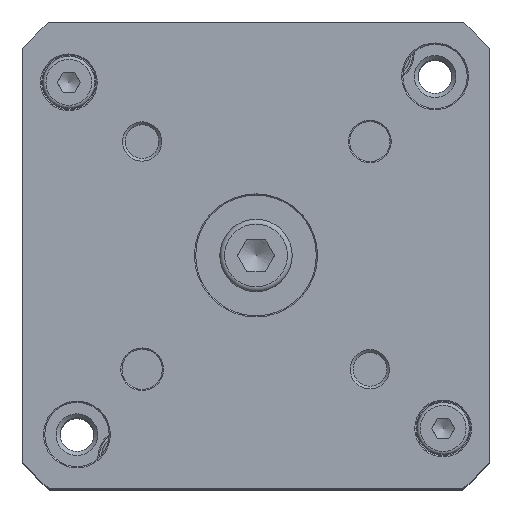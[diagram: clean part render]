
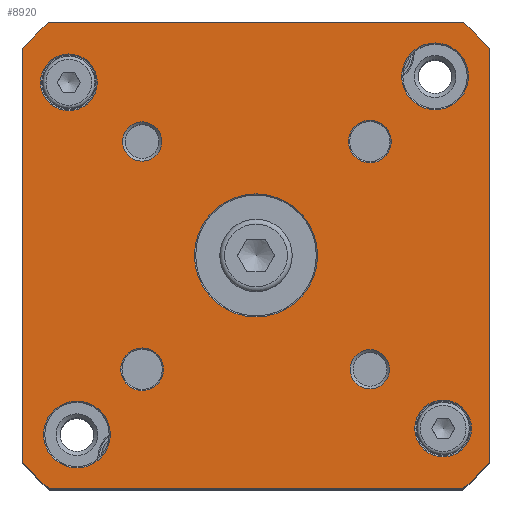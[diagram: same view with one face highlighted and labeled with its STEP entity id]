
A CAD part, top view. The second image highlights one B-rep face of the part: STEP entity #8920.
In plain terms, the highlighted planar face has unit normal (0, 0, 1).
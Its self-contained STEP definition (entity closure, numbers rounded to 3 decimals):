
#8077=CARTESIAN_POINT('',(58.,51.403,140.8));
#8078=VERTEX_POINT('',#8077);
#8085=CARTESIAN_POINT('',(58.,-51.403,140.8));
#8086=VERTEX_POINT('',#8085);
#8087=CARTESIAN_POINT('',(58.,51.403,140.8));
#8088=DIRECTION('',(0.0,-1.0,0.0));
#8089=VECTOR('',#8088,102.806);
#8090=LINE('',#8087,#8089);
#8091=EDGE_CURVE('',#8078,#8086,#8090,.T.);
#8117=CARTESIAN_POINT('',(51.403,-58.,140.8));
#8118=VERTEX_POINT('',#8117);
#8119=CARTESIAN_POINT('',(0.,0.,140.8));
#8120=DIRECTION('',(0.0,0.0,-1.0));
#8121=DIRECTION('',(0.748,-0.663,0.0));
#8122=AXIS2_PLACEMENT_3D('',#8119,#8120,#8121);
#8123=CIRCLE('',#8122,77.5);
#8124=EDGE_CURVE('',#8086,#8118,#8123,.T.);
#8149=CARTESIAN_POINT('',(-51.403,-58.,140.8));
#8150=VERTEX_POINT('',#8149);
#8151=CARTESIAN_POINT('',(51.403,-58.,140.8));
#8152=DIRECTION('',(-1.0,0.0,0.0));
#8153=VECTOR('',#8152,102.806);
#8154=LINE('',#8151,#8153);
#8155=EDGE_CURVE('',#8118,#8150,#8154,.T.);
#8181=CARTESIAN_POINT('',(-58.,-51.403,140.8));
#8182=VERTEX_POINT('',#8181);
#8183=CARTESIAN_POINT('',(0.,0.,140.8));
#8184=DIRECTION('',(0.0,0.0,-1.0));
#8185=DIRECTION('',(-0.663,-0.748,0.0));
#8186=AXIS2_PLACEMENT_3D('',#8183,#8184,#8185);
#8187=CIRCLE('',#8186,77.5);
#8188=EDGE_CURVE('',#8150,#8182,#8187,.T.);
#8213=CARTESIAN_POINT('',(-58.,51.403,140.8));
#8214=VERTEX_POINT('',#8213);
#8215=CARTESIAN_POINT('',(-58.,-51.403,140.8));
#8216=DIRECTION('',(0.0,1.0,0.0));
#8217=VECTOR('',#8216,102.806);
#8218=LINE('',#8215,#8217);
#8219=EDGE_CURVE('',#8182,#8214,#8218,.T.);
#8245=CARTESIAN_POINT('',(-51.403,58.,140.8));
#8246=VERTEX_POINT('',#8245);
#8247=CARTESIAN_POINT('',(0.,0.,140.8));
#8248=DIRECTION('',(0.0,0.0,-1.0));
#8249=DIRECTION('',(-0.748,0.663,0.0));
#8250=AXIS2_PLACEMENT_3D('',#8247,#8248,#8249);
#8251=CIRCLE('',#8250,77.5);
#8252=EDGE_CURVE('',#8214,#8246,#8251,.T.);
#8277=CARTESIAN_POINT('',(51.403,58.,140.8));
#8278=VERTEX_POINT('',#8277);
#8279=CARTESIAN_POINT('',(-51.403,58.,140.8));
#8280=DIRECTION('',(1.0,0.0,0.0));
#8281=VECTOR('',#8280,102.806);
#8282=LINE('',#8279,#8281);
#8283=EDGE_CURVE('',#8246,#8278,#8282,.T.);
#8307=CARTESIAN_POINT('',(0.,0.,140.8));
#8308=DIRECTION('',(0.0,0.0,-1.0));
#8309=DIRECTION('',(0.663,0.748,0.0));
#8310=AXIS2_PLACEMENT_3D('',#8307,#8308,#8309);
#8311=CIRCLE('',#8310,77.5);
#8312=EDGE_CURVE('',#8278,#8078,#8311,.T.);
#8334=CARTESIAN_POINT('',(52.8,44.5,140.8));
#8335=VERTEX_POINT('',#8334);
#8336=CARTESIAN_POINT('',(44.5,44.5,140.8));
#8337=DIRECTION('',(0.0,0.0,1.0));
#8338=DIRECTION('',(-1.0,0.0,0.0));
#8339=AXIS2_PLACEMENT_3D('',#8336,#8337,#8338);
#8340=CIRCLE('',#8339,8.3);
#8341=EDGE_CURVE('',#8335,#8335,#8340,.T.);
#8362=CARTESIAN_POINT('',(-36.2,-44.5,140.8));
#8363=VERTEX_POINT('',#8362);
#8364=CARTESIAN_POINT('',(-44.5,-44.5,140.8));
#8365=DIRECTION('',(0.0,0.0,1.0));
#8366=DIRECTION('',(-1.0,0.0,0.0));
#8367=AXIS2_PLACEMENT_3D('',#8364,#8365,#8366);
#8368=CIRCLE('',#8367,8.3);
#8369=EDGE_CURVE('',#8363,#8363,#8368,.T.);
#8490=CARTESIAN_POINT('',(15.3,0.,140.8));
#8491=VERTEX_POINT('',#8490);
#8492=CARTESIAN_POINT('',(0.,0.,140.8));
#8493=DIRECTION('',(0.0,0.0,1.0));
#8494=DIRECTION('',(-1.0,0.0,0.0));
#8495=AXIS2_PLACEMENT_3D('',#8492,#8493,#8494);
#8496=CIRCLE('',#8495,15.3);
#8497=EDGE_CURVE('',#8491,#8491,#8496,.T.);
#8538=CARTESIAN_POINT('',(-23.412,28.3,140.8));
#8539=VERTEX_POINT('',#8538);
#8540=CARTESIAN_POINT('',(-28.3,28.3,140.8));
#8541=DIRECTION('',(0.0,0.0,1.0));
#8542=DIRECTION('',(-1.0,0.0,0.0));
#8543=AXIS2_PLACEMENT_3D('',#8540,#8541,#8542);
#8544=CIRCLE('',#8543,4.888);
#8545=EDGE_CURVE('',#8539,#8539,#8544,.T.);
#8566=CARTESIAN_POINT('',(33.188,-28.3,140.8));
#8567=VERTEX_POINT('',#8566);
#8568=CARTESIAN_POINT('',(28.3,-28.3,140.8));
#8569=DIRECTION('',(0.0,0.0,1.0));
#8570=DIRECTION('',(-1.0,0.0,0.0));
#8571=AXIS2_PLACEMENT_3D('',#8568,#8569,#8570);
#8572=CIRCLE('',#8571,4.888);
#8573=EDGE_CURVE('',#8567,#8567,#8572,.T.);
#8674=CARTESIAN_POINT('',(33.6,28.3,140.8));
#8675=VERTEX_POINT('',#8674);
#8676=CARTESIAN_POINT('',(28.3,28.3,140.8));
#8677=DIRECTION('',(0.0,0.0,1.0));
#8678=DIRECTION('',(-1.0,0.0,0.0));
#8679=AXIS2_PLACEMENT_3D('',#8676,#8677,#8678);
#8680=CIRCLE('',#8679,5.3);
#8681=EDGE_CURVE('',#8675,#8675,#8680,.T.);
#8782=CARTESIAN_POINT('',(-23.,-28.3,140.8));
#8783=VERTEX_POINT('',#8782);
#8784=CARTESIAN_POINT('',(-28.3,-28.3,140.8));
#8785=DIRECTION('',(0.0,0.0,1.0));
#8786=DIRECTION('',(-1.0,0.0,0.0));
#8787=AXIS2_PLACEMENT_3D('',#8784,#8785,#8786);
#8788=CIRCLE('',#8787,5.3);
#8789=EDGE_CURVE('',#8783,#8783,#8788,.T.);
#8830=CARTESIAN_POINT('',(53.55,-43.,140.8));
#8831=VERTEX_POINT('',#8830);
#8832=CARTESIAN_POINT('',(46.5,-43.,140.8));
#8833=DIRECTION('',(0.0,0.0,1.0));
#8834=DIRECTION('',(-1.0,0.0,0.0));
#8835=AXIS2_PLACEMENT_3D('',#8832,#8833,#8834);
#8836=CIRCLE('',#8835,7.05);
#8837=EDGE_CURVE('',#8831,#8831,#8836,.T.);
#8870=CARTESIAN_POINT('',(0.,0.,140.8));
#8871=DIRECTION('',(0.0,0.0,-1.0));
#8872=DIRECTION('',(-1.0,0.0,0.0));
#8873=AXIS2_PLACEMENT_3D('',#8870,#8871,#8872);
#8874=PLANE('',#8873);
#8875=ORIENTED_EDGE('',*,*,#8124,.F.);
#8876=ORIENTED_EDGE('',*,*,#8091,.F.);
#8877=ORIENTED_EDGE('',*,*,#8312,.F.);
#8878=ORIENTED_EDGE('',*,*,#8283,.F.);
#8879=ORIENTED_EDGE('',*,*,#8252,.F.);
#8880=ORIENTED_EDGE('',*,*,#8219,.F.);
#8881=ORIENTED_EDGE('',*,*,#8188,.F.);
#8882=ORIENTED_EDGE('',*,*,#8155,.F.);
#8883=EDGE_LOOP('',(#8875,#8876,#8877,#8878,#8879,#8880,#8881,#8882));
#8884=FACE_OUTER_BOUND('',#8883,.T.);
#8885=ORIENTED_EDGE('',*,*,#8837,.F.);
#8886=EDGE_LOOP('',(#8885));
#8887=FACE_BOUND('',#8886,.T.);
#8888=ORIENTED_EDGE('',*,*,#8681,.F.);
#8889=EDGE_LOOP('',(#8888));
#8890=FACE_BOUND('',#8889,.T.);
#8891=ORIENTED_EDGE('',*,*,#8545,.F.);
#8892=EDGE_LOOP('',(#8891));
#8893=FACE_BOUND('',#8892,.T.);
#8894=ORIENTED_EDGE('',*,*,#8369,.F.);
#8895=EDGE_LOOP('',(#8894));
#8896=FACE_BOUND('',#8895,.T.);
#8897=ORIENTED_EDGE('',*,*,#8341,.F.);
#8898=EDGE_LOOP('',(#8897));
#8899=FACE_BOUND('',#8898,.T.);
#8900=ORIENTED_EDGE('',*,*,#8497,.F.);
#8901=EDGE_LOOP('',(#8900));
#8902=FACE_BOUND('',#8901,.T.);
#8903=ORIENTED_EDGE('',*,*,#8573,.F.);
#8904=EDGE_LOOP('',(#8903));
#8905=FACE_BOUND('',#8904,.T.);
#8906=ORIENTED_EDGE('',*,*,#8789,.F.);
#8907=EDGE_LOOP('',(#8906));
#8908=FACE_BOUND('',#8907,.T.);
#8909=CARTESIAN_POINT('',(-39.45,43.,140.8));
#8910=VERTEX_POINT('',#8909);
#8911=CARTESIAN_POINT('',(-46.5,43.,140.8));
#8912=DIRECTION('',(0.0,0.0,1.0));
#8913=DIRECTION('',(-1.0,0.0,0.0));
#8914=AXIS2_PLACEMENT_3D('',#8911,#8912,#8913);
#8915=CIRCLE('',#8914,7.05);
#8916=EDGE_CURVE('',#8910,#8910,#8915,.T.);
#8917=ORIENTED_EDGE('',*,*,#8916,.F.);
#8918=EDGE_LOOP('',(#8917));
#8919=FACE_BOUND('',#8918,.T.);
#8920=ADVANCED_FACE('',(#8884,#8887,#8890,#8893,#8896,#8899,#8902,#8905,#8908,#8919),#8874,.F.);
